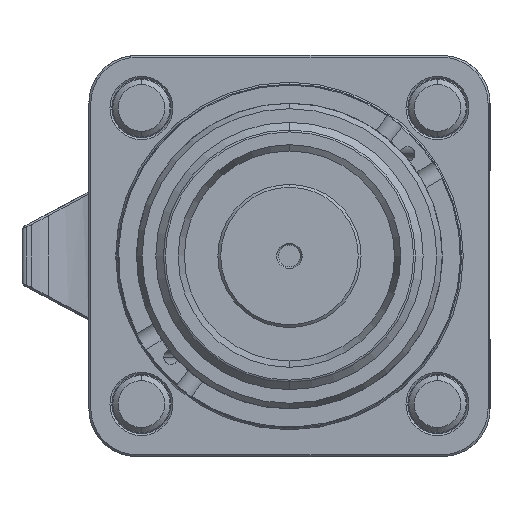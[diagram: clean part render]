
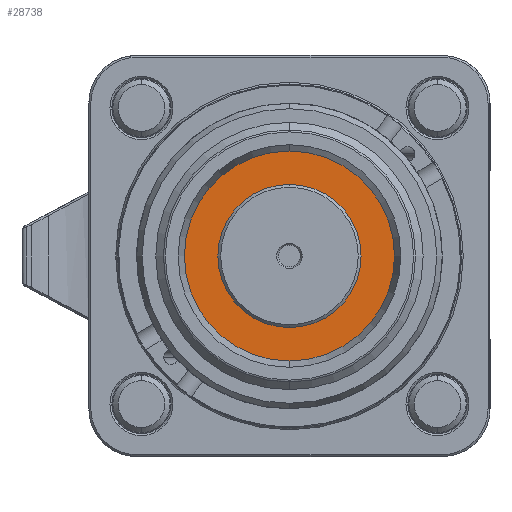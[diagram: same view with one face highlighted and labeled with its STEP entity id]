
A CAD part, front view. The second image highlights one B-rep face of the part: STEP entity #28738.
In plain terms, the highlighted planar face has unit normal (0, -1, 0).
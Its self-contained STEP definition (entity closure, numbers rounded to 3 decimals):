
#144 = CARTESIAN_POINT ( 'NONE',  ( 0., -28.659, 0. ) ) ;
#283 = DIRECTION ( 'NONE',  ( 0., -1., 0. ) ) ;
#1566 = CARTESIAN_POINT ( 'NONE',  ( 0., -28.659, 0. ) ) ;
#2500 = DIRECTION ( 'NONE',  ( 0., -1., 0. ) ) ;
#3947 = ORIENTED_EDGE ( 'NONE', *, *, #5954, .T. ) ;
#4568 = AXIS2_PLACEMENT_3D ( 'NONE', #19738, #283, #29217 ) ;
#4808 = CARTESIAN_POINT ( 'NONE',  ( 0., -28.659, 11. ) ) ;
#4969 = CARTESIAN_POINT ( 'NONE',  ( 0., -28.659, -11. ) ) ;
#5082 = FACE_BOUND ( 'NONE', #5525, .T. ) ;
#5525 = EDGE_LOOP ( 'NONE', ( #18516, #17367 ) ) ;
#5954 = EDGE_CURVE ( 'NONE', #12956, #24543, #15336, .T. ) ;
#6206 = CIRCLE ( 'NONE', #17658, 11. ) ;
#7777 = CIRCLE ( 'NONE', #11792, 7.5 ) ;
#9900 = PLANE ( 'NONE',  #14689 ) ;
#10182 = ORIENTED_EDGE ( 'NONE', *, *, #28394, .T. ) ;
#11054 = DIRECTION ( 'NONE',  ( 0., -1., 0. ) ) ;
#11792 = AXIS2_PLACEMENT_3D ( 'NONE', #17077, #12109, #26712 ) ;
#12109 = DIRECTION ( 'NONE',  ( 0., -1., 0. ) ) ;
#12956 = VERTEX_POINT ( 'NONE', #4808 ) ;
#13662 = DIRECTION ( 'NONE',  ( 0., 0., -1. ) ) ;
#14689 = AXIS2_PLACEMENT_3D ( 'NONE', #19405, #26534, #21427 ) ;
#14896 = VERTEX_POINT ( 'NONE', #30731 ) ;
#15336 = CIRCLE ( 'NONE', #26756, 11. ) ;
#17077 = CARTESIAN_POINT ( 'NONE',  ( 0., -28.659, 0. ) ) ;
#17367 = ORIENTED_EDGE ( 'NONE', *, *, #29980, .F. ) ;
#17658 = AXIS2_PLACEMENT_3D ( 'NONE', #1566, #11054, #13662 ) ;
#18516 = ORIENTED_EDGE ( 'NONE', *, *, #20566, .F. ) ;
#19183 = VERTEX_POINT ( 'NONE', #26628 ) ;
#19405 = CARTESIAN_POINT ( 'NONE',  ( 0., -28.659, 0. ) ) ;
#19738 = CARTESIAN_POINT ( 'NONE',  ( 0., -28.659, 0. ) ) ;
#20566 = EDGE_CURVE ( 'NONE', #19183, #14896, #27393, .T. ) ;
#21012 = DIRECTION ( 'NONE',  ( 0., 0., -1. ) ) ;
#21427 = DIRECTION ( 'NONE',  ( 0., 0., -1. ) ) ;
#23953 = EDGE_LOOP ( 'NONE', ( #10182, #3947 ) ) ;
#24232 = FACE_OUTER_BOUND ( 'NONE', #23953, .T. ) ;
#24543 = VERTEX_POINT ( 'NONE', #4969 ) ;
#26534 = DIRECTION ( 'NONE',  ( 0., -1., 0. ) ) ;
#26628 = CARTESIAN_POINT ( 'NONE',  ( 0., -28.659, -7.5 ) ) ;
#26712 = DIRECTION ( 'NONE',  ( 0., 0., 1. ) ) ;
#26756 = AXIS2_PLACEMENT_3D ( 'NONE', #144, #2500, #21012 ) ;
#27393 = CIRCLE ( 'NONE', #4568, 7.5 ) ;
#28394 = EDGE_CURVE ( 'NONE', #24543, #12956, #6206, .T. ) ;
#28738 = ADVANCED_FACE ( 'NONE', ( #5082, #24232 ), #9900, .T. ) ;
#29217 = DIRECTION ( 'NONE',  ( 0., 0., 1. ) ) ;
#29980 = EDGE_CURVE ( 'NONE', #14896, #19183, #7777, .T. ) ;
#30731 = CARTESIAN_POINT ( 'NONE',  ( 0., -28.659, 7.5 ) ) ;
